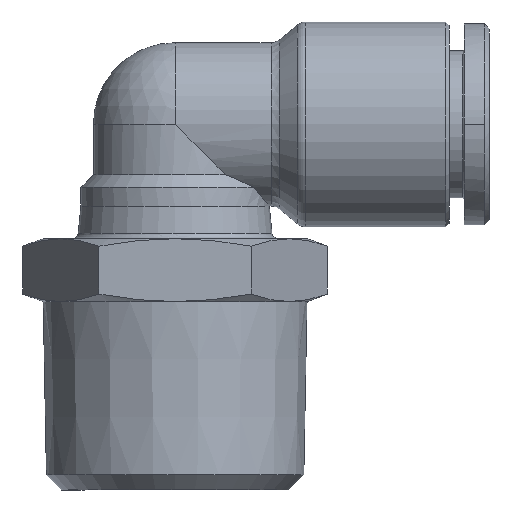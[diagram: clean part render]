
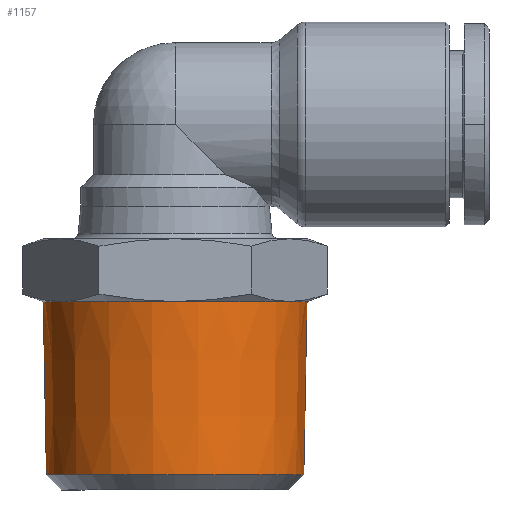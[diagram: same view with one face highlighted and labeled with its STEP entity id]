
A CAD part, front view. The second image highlights one B-rep face of the part: STEP entity #1157.
In plain terms, the highlighted conical face has half-angle 1.06 degrees and reference radius 10.361 mm.
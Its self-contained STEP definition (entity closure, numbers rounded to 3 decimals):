
#904=CARTESIAN_POINT('',(1.267,0.,-14.1));
#905=VERTEX_POINT('',#904);
#946=CARTESIAN_POINT('',(-19.733,0.,-14.1));
#947=VERTEX_POINT('',#946);
#1093=CARTESIAN_POINT('',(-9.233,0.,-21.6));
#1094=DIRECTION('',(0.,0.,1.0));
#1095=DIRECTION('',(1.0,0.0,0.0));
#1096=AXIS2_PLACEMENT_3D('',#1093,#1094,#1095);
#1097=CONICAL_SURFACE('',#1096,10.361,1.06);
#1098=CARTESIAN_POINT('',(1.011,0.,-27.9));
#1099=VERTEX_POINT('',#1098);
#1100=CARTESIAN_POINT('',(1.267,0.,-14.1));
#1101=DIRECTION('',(-0.018,0.,-1.));
#1102=VECTOR('',#1101,13.803);
#1103=LINE('',#1100,#1102);
#1104=EDGE_CURVE('',#905,#1099,#1103,.T.);
#1105=ORIENTED_EDGE('',*,*,#1104,.F.);
#1106=CARTESIAN_POINT('',(-0.14,-5.25,-14.1));
#1107=VERTEX_POINT('',#1106);
#1108=CARTESIAN_POINT('',(-9.233,0.,-14.1));
#1109=DIRECTION('',(0.0,0.0,-1.0));
#1110=DIRECTION('',(1.0,0.0,0.0));
#1111=AXIS2_PLACEMENT_3D('',#1108,#1109,#1110);
#1112=CIRCLE('',#1111,10.5);
#1113=EDGE_CURVE('',#905,#1107,#1112,.T.);
#1114=ORIENTED_EDGE('',*,*,#1113,.T.);
#1115=CARTESIAN_POINT('',(-9.233,-10.5,-14.1));
#1116=VERTEX_POINT('',#1115);
#1117=CARTESIAN_POINT('',(-9.233,0.,-14.1));
#1118=DIRECTION('',(0.0,0.0,-1.0));
#1119=DIRECTION('',(1.0,0.0,0.0));
#1120=AXIS2_PLACEMENT_3D('',#1117,#1118,#1119);
#1121=CIRCLE('',#1120,10.5);
#1122=EDGE_CURVE('',#1107,#1116,#1121,.T.);
#1123=ORIENTED_EDGE('',*,*,#1122,.T.);
#1124=CARTESIAN_POINT('',(-18.326,-5.25,-14.1));
#1125=VERTEX_POINT('',#1124);
#1126=CARTESIAN_POINT('',(-9.233,0.,-14.1));
#1127=DIRECTION('',(0.0,0.0,-1.0));
#1128=DIRECTION('',(1.0,0.0,0.0));
#1129=AXIS2_PLACEMENT_3D('',#1126,#1127,#1128);
#1130=CIRCLE('',#1129,10.5);
#1131=EDGE_CURVE('',#1116,#1125,#1130,.T.);
#1132=ORIENTED_EDGE('',*,*,#1131,.T.);
#1133=CARTESIAN_POINT('',(-9.233,0.,-14.1));
#1134=DIRECTION('',(0.0,0.0,-1.0));
#1135=DIRECTION('',(1.0,0.0,0.0));
#1136=AXIS2_PLACEMENT_3D('',#1133,#1134,#1135);
#1137=CIRCLE('',#1136,10.5);
#1138=EDGE_CURVE('',#1125,#947,#1137,.T.);
#1139=ORIENTED_EDGE('',*,*,#1138,.T.);
#1140=CARTESIAN_POINT('',(-19.478,0.,-27.9));
#1141=VERTEX_POINT('',#1140);
#1142=CARTESIAN_POINT('',(-19.478,0.,-27.9));
#1143=DIRECTION('',(-0.018,0.,1.));
#1144=VECTOR('',#1143,13.803);
#1145=LINE('',#1142,#1144);
#1146=EDGE_CURVE('',#1141,#947,#1145,.T.);
#1147=ORIENTED_EDGE('',*,*,#1146,.F.);
#1148=CARTESIAN_POINT('',(-9.233,0.,-27.9));
#1149=DIRECTION('',(0.0,0.0,-1.0));
#1150=DIRECTION('',(-1.0,0.0,0.0));
#1151=AXIS2_PLACEMENT_3D('',#1148,#1149,#1150);
#1152=CIRCLE('',#1151,10.245);
#1153=EDGE_CURVE('',#1099,#1141,#1152,.T.);
#1154=ORIENTED_EDGE('',*,*,#1153,.F.);
#1155=EDGE_LOOP('',(#1105,#1114,#1123,#1132,#1139,#1147,#1154));
#1156=FACE_OUTER_BOUND('',#1155,.T.);
#1157=ADVANCED_FACE('',(#1156),#1097,.T.);
